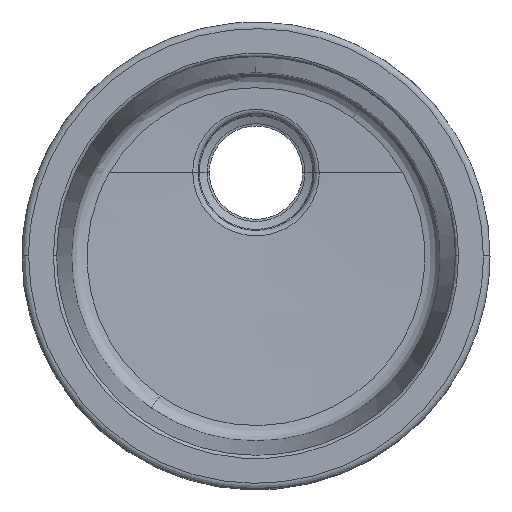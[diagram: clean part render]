
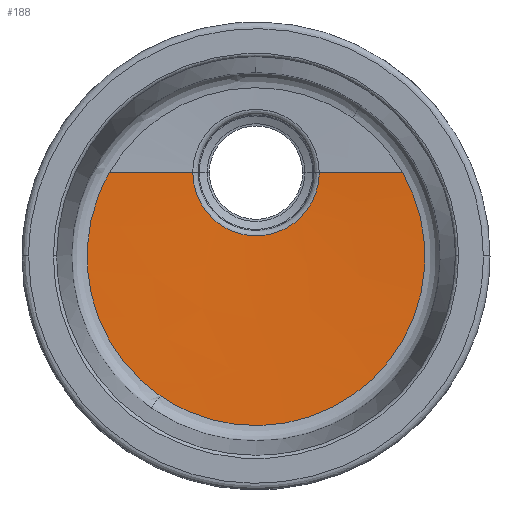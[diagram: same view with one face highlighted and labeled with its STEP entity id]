
A CAD part, top view. The second image highlights one B-rep face of the part: STEP entity #188.
In plain terms, the highlighted free-form (B-spline) face has degree [1, 2] with [2, 5] control points.
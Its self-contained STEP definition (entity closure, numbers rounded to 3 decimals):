
#188=ADVANCED_FACE('',(#356),#2592,.T.);
#356=FACE_OUTER_BOUND('',#527,.T.);
#527=EDGE_LOOP('',(#1316,#1317,#1318,#1319,#1320));
#1316=ORIENTED_EDGE('',*,*,#1753,.T.);
#1317=ORIENTED_EDGE('',*,*,#1658,.F.);
#1318=ORIENTED_EDGE('',*,*,#1660,.F.);
#1319=ORIENTED_EDGE('',*,*,#1646,.F.);
#1320=ORIENTED_EDGE('',*,*,#1752,.F.);
#1646=EDGE_CURVE('',#2391,#2392,#1927,.T.);
#1658=EDGE_CURVE('',#2400,#2419,#1931,.T.);
#1660=EDGE_CURVE('',#2392,#2400,#1932,.T.);
#1752=EDGE_CURVE('',#2418,#2391,#2172,.T.);
#1753=EDGE_CURVE('',#2418,#2419,#1976,.T.);
#1927=B_SPLINE_CURVE_WITH_KNOTS('',1,(#7196,#7197),.UNSPECIFIED.,.F.,.F.,
(2,2),(2.456,5.696),.UNSPECIFIED.);
#1931=B_SPLINE_CURVE_WITH_KNOTS('',3,(#7283,#7284,#7285,#7286,#7287,#7288,
#7289,#7290,#7291,#7292,#7293,#7294,#7295,#7296,#7297,#7298,#7299,#7300,
#7301,#7302,#7303,#7304,#7305,#7306,#7307,#7308),.UNSPECIFIED.,.F.,.F.,
(4,2,2,2,2,2,2,2,2,2,2,2,4),(19.925,20.637,21.927,
22.572,23.216,23.861,24.506,25.796,
27.086,28.376,29.021,29.666,29.697),
 .UNSPECIFIED.);
#1932=B_SPLINE_CURVE_WITH_KNOTS('',3,(#7312,#7313,#7314,#7315,#7316,#7317,
#7318,#7319,#7320,#7321,#7322,#7323,#7324,#7325,#7326,#7327,#7328,#7329,
#7330,#7331,#7332,#7333,#7334,#7335,#7336,#7337,#7338,#7339,#7340,#7341,
#7342,#7343,#7344,#7345,#7346,#7347,#7348,#7349),.UNSPECIFIED.,.F.,.F.,
(4,2,2,2,2,2,2,2,2,2,2,2,2,2,2,2,2,2,4),(43.493,43.853,
45.143,46.433,47.723,48.368,49.013,
49.657,50.302,51.592,52.882,54.172,
54.817,55.462,56.751,58.041,59.331,
60.621,61.199),.UNSPECIFIED.);
#1976=B_SPLINE_CURVE_WITH_KNOTS('',1,(#7838,#7839),.UNSPECIFIED.,.F.,.F.,
(2,2),(2.456,5.696),.UNSPECIFIED.);
#2172=(
BOUNDED_CURVE()
B_SPLINE_CURVE(2,(#7833,#7834,#7835,#7836,#7837),.UNSPECIFIED.,.F.,.F.)
B_SPLINE_CURVE_WITH_KNOTS((3,2,3),(7.707,11.561,15.415),
 .UNSPECIFIED.)
CURVE()
GEOMETRIC_REPRESENTATION_ITEM()
RATIONAL_B_SPLINE_CURVE((1.,0.707,1.,0.707,1.))
REPRESENTATION_ITEM('')
);
#2391=VERTEX_POINT('',#5900);
#2392=VERTEX_POINT('',#5901);
#2400=VERTEX_POINT('',#5909);
#2418=VERTEX_POINT('',#5927);
#2419=VERTEX_POINT('',#5928);
#2592=(
BOUNDED_SURFACE()
B_SPLINE_SURFACE(1,2,((#5429,#5430,#5431,#5432,#5433),(#5434,#5435,#5436,
#5437,#5438)),.UNSPECIFIED.,.F.,.F.,.F.)
B_SPLINE_SURFACE_WITH_KNOTS((2,2),(3,2,3),(0.,11.37),(3.142,
4.712,6.283),.UNSPECIFIED.)
GEOMETRIC_REPRESENTATION_ITEM()
RATIONAL_B_SPLINE_SURFACE(((1.,0.707,1.,0.707,1.),
(1.,0.707,1.,0.707,1.)))
REPRESENTATION_ITEM('')
SURFACE()
);
#5429=CARTESIAN_POINT('',(-0.763,82.277,-192.502));
#5430=CARTESIAN_POINT('',(-0.763,82.277,-192.502));
#5431=CARTESIAN_POINT('',(-0.763,82.277,-192.502));
#5432=CARTESIAN_POINT('',(-0.763,82.277,-192.502));
#5433=CARTESIAN_POINT('',(-0.763,82.277,-192.502));
#5434=CARTESIAN_POINT('',(-288.343,82.277,-179.946));
#5435=CARTESIAN_POINT('',(-288.343,-205.303,-179.946));
#5436=CARTESIAN_POINT('',(-0.763,-205.303,-179.946));
#5437=CARTESIAN_POINT('',(286.817,-205.303,-179.946));
#5438=CARTESIAN_POINT('',(286.817,82.277,-179.946));
#5900=CARTESIAN_POINT('',(61.345,82.277,-189.791));
#5901=CARTESIAN_POINT('',(143.295,82.277,-186.213));
#5909=CARTESIAN_POINT('',(-95.118,-136.983,-182.08));
#5927=CARTESIAN_POINT('',(-62.871,82.277,-189.791));
#5928=CARTESIAN_POINT('',(-144.821,82.277,-186.213));
#7196=CARTESIAN_POINT('',(61.345,82.277,-189.791));
#7197=CARTESIAN_POINT('',(143.295,82.277,-186.213));
#7283=CARTESIAN_POINT('',(-95.118,-136.983,-182.08));
#7284=CARTESIAN_POINT('',(-100.082,-133.555,-182.132));
#7285=CARTESIAN_POINT('',(-104.859,-129.862,-182.188));
#7286=CARTESIAN_POINT('',(-117.579,-118.865,-182.357));
#7287=CARTESIAN_POINT('',(-125.04,-111.027,-182.479));
#7288=CARTESIAN_POINT('',(-135.106,-98.115,-182.685));
#7289=CARTESIAN_POINT('',(-138.269,-93.615,-182.757));
#7290=CARTESIAN_POINT('',(-144.075,-84.425,-182.907));
#7291=CARTESIAN_POINT('',(-146.738,-79.711,-182.984));
#7292=CARTESIAN_POINT('',(-151.593,-70.048,-183.146));
#7293=CARTESIAN_POINT('',(-153.785,-65.1,-183.229));
#7294=CARTESIAN_POINT('',(-157.689,-54.966,-183.403));
#7295=CARTESIAN_POINT('',(-159.41,-49.752,-183.493));
#7296=CARTESIAN_POINT('',(-163.768,-33.95,-183.772));
#7297=CARTESIAN_POINT('',(-165.602,-23.282,-183.967));
#7298=CARTESIAN_POINT('',(-167.186,-1.686,-184.375));
#7299=CARTESIAN_POINT('',(-166.91,9.359,-184.591));
#7300=CARTESIAN_POINT('',(-164.232,30.905,-185.033));
#7301=CARTESIAN_POINT('',(-161.858,41.454,-185.258));
#7302=CARTESIAN_POINT('',(-156.737,56.94,-185.606));
#7303=CARTESIAN_POINT('',(-154.755,62.072,-185.724));
#7304=CARTESIAN_POINT('',(-150.327,72.041,-185.96));
#7305=CARTESIAN_POINT('',(-147.883,76.884,-186.078));
#7306=CARTESIAN_POINT('',(-145.083,81.818,-186.201));
#7307=CARTESIAN_POINT('',(-144.952,82.048,-186.207));
#7308=CARTESIAN_POINT('',(-144.821,82.277,-186.213));
#7312=CARTESIAN_POINT('',(143.295,82.277,-186.213));
#7313=CARTESIAN_POINT('',(144.817,79.624,-186.146));
#7314=CARTESIAN_POINT('',(146.266,76.929,-186.08));
#7315=CARTESIAN_POINT('',(152.518,64.488,-185.778));
#7316=CARTESIAN_POINT('',(156.404,54.397,-185.545));
#7317=CARTESIAN_POINT('',(162.192,33.484,-185.087));
#7318=CARTESIAN_POINT('',(164.077,22.593,-184.86));
#7319=CARTESIAN_POINT('',(165.661,0.99,-184.427));
#7320=CARTESIAN_POINT('',(165.401,-9.829,-184.219));
#7321=CARTESIAN_POINT('',(163.397,-26.082,-183.917));
#7322=CARTESIAN_POINT('',(162.454,-31.498,-183.818));
#7323=CARTESIAN_POINT('',(160.068,-42.1,-183.628));
#7324=CARTESIAN_POINT('',(158.621,-47.317,-183.536));
#7325=CARTESIAN_POINT('',(155.227,-57.584,-183.358));
#7326=CARTESIAN_POINT('',(153.28,-62.634,-183.271));
#7327=CARTESIAN_POINT('',(148.879,-72.566,-183.103));
#7328=CARTESIAN_POINT('',(146.41,-77.473,-183.021));
#7329=CARTESIAN_POINT('',(138.328,-91.728,-182.787));
#7330=CARTESIAN_POINT('',(132.087,-100.572,-182.645));
#7331=CARTESIAN_POINT('',(117.942,-116.974,-182.386));
#7332=CARTESIAN_POINT('',(109.939,-124.596,-182.269));
#7333=CARTESIAN_POINT('',(92.818,-137.947,-182.065));
#7334=CARTESIAN_POINT('',(83.682,-143.735,-181.979));
#7335=CARTESIAN_POINT('',(69.109,-151.077,-181.87));
#7336=CARTESIAN_POINT('',(64.077,-153.309,-181.837));
#7337=CARTESIAN_POINT('',(53.901,-157.232,-181.779));
#7338=CARTESIAN_POINT('',(48.749,-158.931,-181.754));
#7339=CARTESIAN_POINT('',(33.107,-163.26,-181.691));
#7340=CARTESIAN_POINT('',(22.431,-165.128,-181.664));
#7341=CARTESIAN_POINT('',(0.565,-166.746,-181.64));
#7342=CARTESIAN_POINT('',(-10.29,-166.469,-181.644));
#7343=CARTESIAN_POINT('',(-31.764,-163.83,-181.682));
#7344=CARTESIAN_POINT('',(-42.463,-161.444,-181.717));
#7345=CARTESIAN_POINT('',(-63.292,-154.561,-181.818));
#7346=CARTESIAN_POINT('',(-73.239,-150.139,-181.883));
#7347=CARTESIAN_POINT('',(-86.939,-142.369,-181.999));
#7348=CARTESIAN_POINT('',(-91.09,-139.764,-182.038));
#7349=CARTESIAN_POINT('',(-95.118,-136.983,-182.08));
#7833=CARTESIAN_POINT('',(-62.871,82.277,-189.791));
#7834=CARTESIAN_POINT('',(-62.871,20.169,-189.791));
#7835=CARTESIAN_POINT('',(-0.763,20.169,-189.791));
#7836=CARTESIAN_POINT('',(61.345,20.169,-189.791));
#7837=CARTESIAN_POINT('',(61.345,82.277,-189.791));
#7838=CARTESIAN_POINT('',(-62.871,82.277,-189.791));
#7839=CARTESIAN_POINT('',(-144.821,82.277,-186.213));
